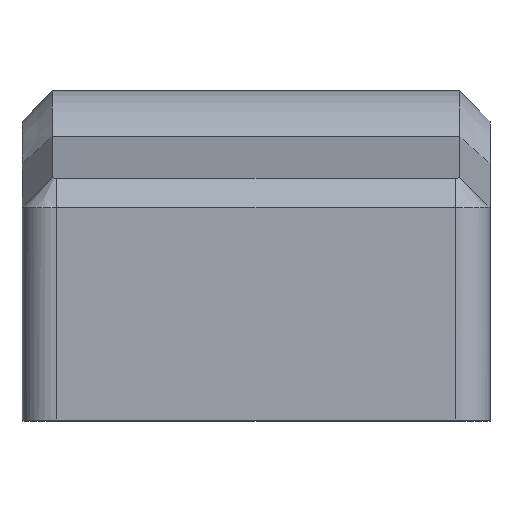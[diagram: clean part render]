
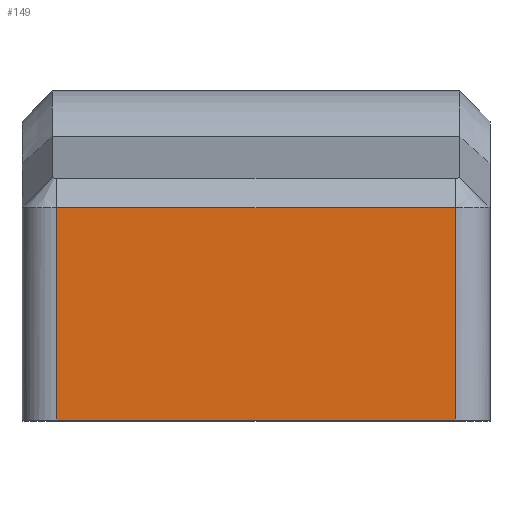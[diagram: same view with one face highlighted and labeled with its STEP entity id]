
A CAD part, top view. The second image highlights one B-rep face of the part: STEP entity #149.
In plain terms, the highlighted planar face has unit normal (0, 0, 1).
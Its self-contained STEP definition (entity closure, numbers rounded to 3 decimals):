
#36 = VERTEX_POINT ( 'NONE', #559 ) ;
#39 = EDGE_CURVE ( 'NONE', #40, #36, #486, .T. ) ;
#40 = VERTEX_POINT ( 'NONE', #482 ) ;
#75 = VERTEX_POINT ( 'NONE', #548 ) ;
#78 = ORIENTED_EDGE ( 'NONE', *, *, #39, .T. ) ;
#93 = EDGE_LOOP ( 'NONE', ( #109, #143, #78, #106 ) ) ;
#106 = ORIENTED_EDGE ( 'NONE', *, *, #190, .T. ) ;
#109 = ORIENTED_EDGE ( 'NONE', *, *, #110, .F. ) ;
#110 = EDGE_CURVE ( 'NONE', #176, #75, #653, .T. ) ;
#143 = ORIENTED_EDGE ( 'NONE', *, *, #193, .T. ) ;
#149 = ADVANCED_FACE ( 'NONE', ( #825 ), #824, .F. ) ;
#176 = VERTEX_POINT ( 'NONE', #786 ) ;
#190 = EDGE_CURVE ( 'NONE', #36, #75, #722, .T. ) ;
#193 = EDGE_CURVE ( 'NONE', #176, #40, #717, .T. ) ;
#482 = CARTESIAN_POINT ( 'NONE',  ( -8.575, 9.131, 14.85 ) ) ;
#483 = DIRECTION ( 'NONE',  ( 0., -1., 0. ) ) ;
#484 = VECTOR ( 'NONE', #483, 1000. ) ;
#485 = CARTESIAN_POINT ( 'NONE',  ( -8.575, 4.9, 14.85 ) ) ;
#486 = LINE ( 'NONE', #485, #484 ) ;
#548 = CARTESIAN_POINT ( 'NONE',  ( 8.575, 0., 14.85 ) ) ;
#559 = CARTESIAN_POINT ( 'NONE',  ( -8.575, 0., 14.85 ) ) ;
#650 = DIRECTION ( 'NONE',  ( 0., -1., 0. ) ) ;
#651 = VECTOR ( 'NONE', #650, 1000. ) ;
#652 = CARTESIAN_POINT ( 'NONE',  ( 8.575, 4.9, 14.85 ) ) ;
#653 = LINE ( 'NONE', #652, #651 ) ;
#715 = CARTESIAN_POINT ( 'NONE',  ( -8.575, 9.131, 14.85 ) ) ;
#717 = LINE ( 'NONE', #715, #765 ) ;
#719 = DIRECTION ( 'NONE',  ( 1., 0., 0. ) ) ;
#720 = VECTOR ( 'NONE', #719, 1000. ) ;
#721 = CARTESIAN_POINT ( 'NONE',  ( -8.575, 0., 14.85 ) ) ;
#722 = LINE ( 'NONE', #721, #720 ) ;
#764 = DIRECTION ( 'NONE',  ( -1., 0., 0. ) ) ;
#765 = VECTOR ( 'NONE', #764, 1000. ) ;
#786 = CARTESIAN_POINT ( 'NONE',  ( 8.575, 9.131, 14.85 ) ) ;
#820 = DIRECTION ( 'NONE',  ( -1., 0., 0. ) ) ;
#821 = DIRECTION ( 'NONE',  ( 0., 0., -1. ) ) ;
#822 = CARTESIAN_POINT ( 'NONE',  ( -8.575, 4.9, 14.85 ) ) ;
#823 = AXIS2_PLACEMENT_3D ( 'NONE', #822, #821, #820 ) ;
#824 = PLANE ( 'NONE',  #823 ) ;
#825 = FACE_OUTER_BOUND ( 'NONE', #93, .T. ) ;
